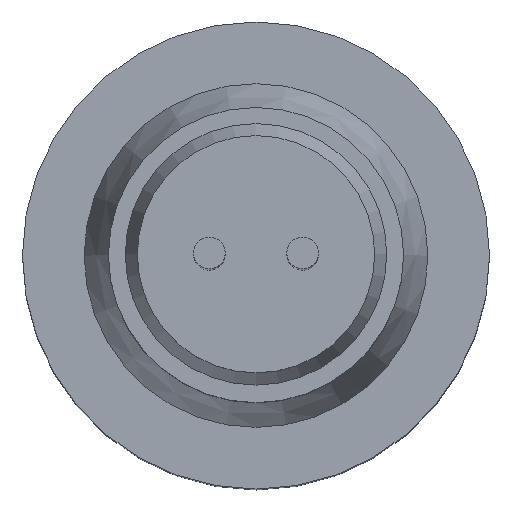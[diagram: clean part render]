
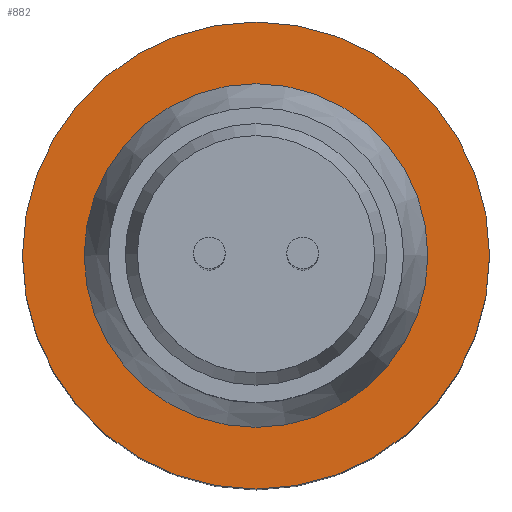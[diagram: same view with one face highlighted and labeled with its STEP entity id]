
A CAD part, top view. The second image highlights one B-rep face of the part: STEP entity #882.
In plain terms, the highlighted planar face has unit normal (0, 0, 1).
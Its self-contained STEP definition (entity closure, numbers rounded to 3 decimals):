
#35=FACE_BOUND($,#231,.T.);
#36=FACE_BOUND($,#232,.T.);
#57=CIRCLE($,#934,9.2);
#64=CIRCLE($,#948,12.5);
#231=EDGE_LOOP($,(#725));
#232=EDGE_LOOP($,(#726));
#429=VERTEX_POINT($,#1514);
#436=VERTEX_POINT($,#1535);
#536=EDGE_CURVE($,#429,#429,#57,.T.);
#543=EDGE_CURVE($,#436,#436,#64,.T.);
#725=ORIENTED_EDGE($,*,*,#536,.T.);
#726=ORIENTED_EDGE($,*,*,#543,.F.);
#787=PLANE($,#950);
#882=ADVANCED_FACE($,(#35,#36),#787,.F.);
#934=AXIS2_PLACEMENT_3D($,#1515,#1108,#1109);
#948=AXIS2_PLACEMENT_3D($,#1536,#1136,#1137);
#950=AXIS2_PLACEMENT_3D($,#1539,#1140,#1141);
#1108=DIRECTION('center_axis',(0.,0.,-1.));
#1109=DIRECTION('ref_axis',(1.,0.,0.));
#1136=DIRECTION('center_axis',(0.,0.,-1.));
#1137=DIRECTION('ref_axis',(-1.,0.,0.));
#1140=DIRECTION('center_axis',(0.,0.,-1.));
#1141=DIRECTION('ref_axis',(-1.,0.,0.));
#1514=CARTESIAN_POINT('',(-9.2,0.,28.));
#1515=CARTESIAN_POINT('Origin',(0.,0.,28.));
#1535=CARTESIAN_POINT('',(12.5,0.,28.));
#1536=CARTESIAN_POINT('Origin',(0.,0.,28.));
#1539=CARTESIAN_POINT('Origin',(0.,0.,28.));
